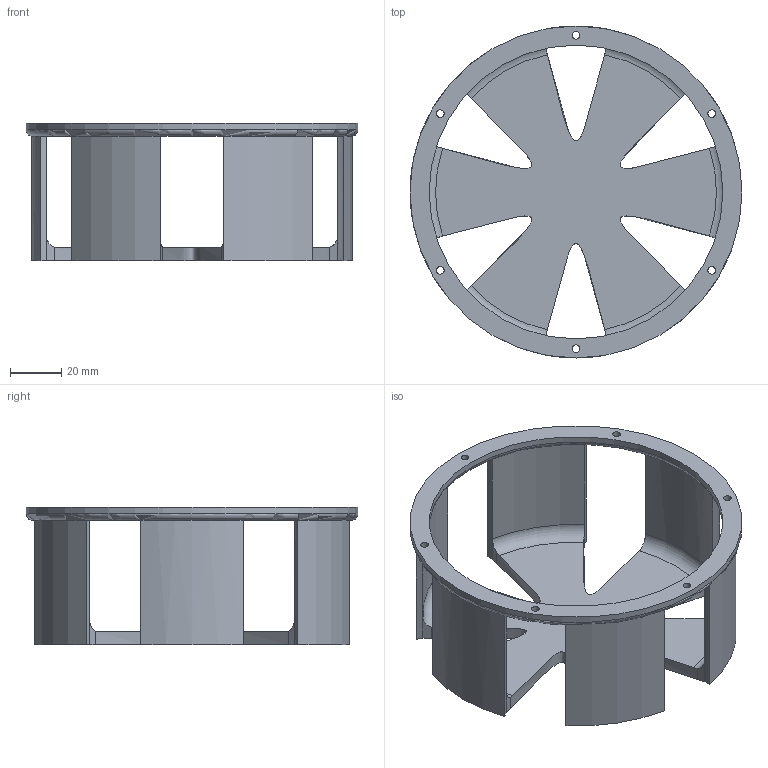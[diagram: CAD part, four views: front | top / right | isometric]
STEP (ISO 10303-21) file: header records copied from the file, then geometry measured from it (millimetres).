
FILE_DESCRIPTION(/* description */ (''),/* implementation_level */ '2;1');
FILE_NAME(/* name */ 'Motor Bracket_v11.step',/* time_stamp */ '2023-12-13T12:03:35-06:00',/* author */ (''),/* organization */ (''),/* preprocessor_version */ 'ST-DEVELOPER v20',/* originating_system */ 'Autodesk Translation Framework v12.14.0.127',/* authorisation */ '');
FILE_SCHEMA (('AUTOMOTIVE_DESIGN { 1 0 10303 214 3 1 1 }'));
Length unit declared in the file: millimetre
Products named in the file (1): Motor Bracket
Bounding box: 130 x 130 x 53.8 mm (x, y, z)
Volume: 84738.2 mm3; surface area: 50068 mm2
Topology: 1 solids, 1 shells, 73 faces, 227 edges, 139 vertices
Faces by surface type: cylinder 32, bspline 18, plane 15, torus 8
Full cylindrical faces by diameter (mm): 3 x6, 115 x1, 130 x1
Entity records: 4640 total; most frequent: CARTESIAN_POINT 2666, ORIENTED_EDGE 454, DIRECTION 390, EDGE_CURVE 227, AXIS2_PLACEMENT_3D 167, VERTEX_POINT 139, CIRCLE 111, EDGE_LOOP 80
